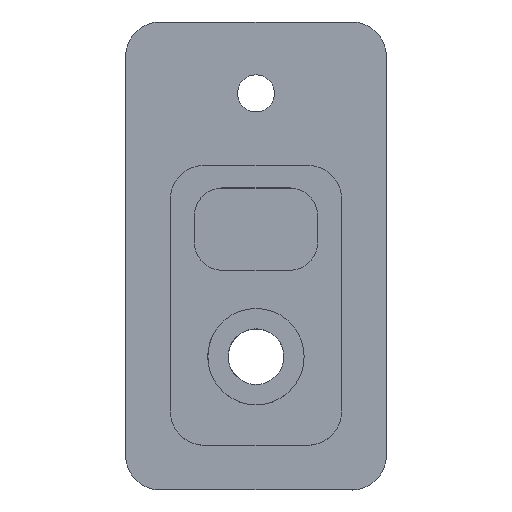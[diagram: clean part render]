
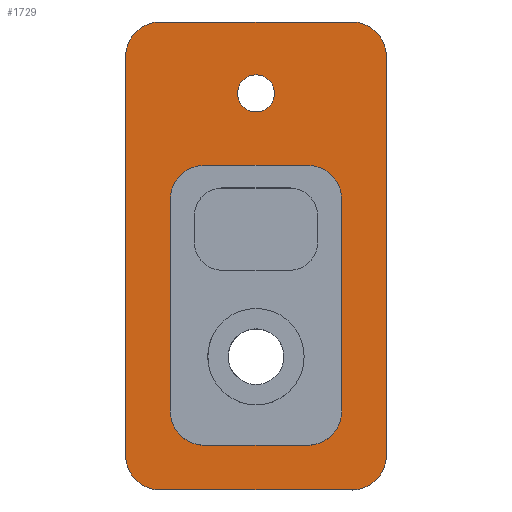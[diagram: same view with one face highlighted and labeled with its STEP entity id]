
A CAD part, top view. The second image highlights one B-rep face of the part: STEP entity #1729.
In plain terms, the highlighted planar face has unit normal (0, 0, 1).
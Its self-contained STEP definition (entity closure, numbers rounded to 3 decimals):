
#391=CARTESIAN_POINT('',(7.5,11.5,8.));
#392=DIRECTION('',(0.,0.,-1.));
#393=DIRECTION('',(1.,0.,0.));
#394=AXIS2_PLACEMENT_3D('',#391,#392,#393);
#413=CARTESIAN_POINT('',(7.5,42.3,8.));
#414=DIRECTION('',(0.,0.,-1.));
#415=DIRECTION('',(0.,1.,0.));
#416=AXIS2_PLACEMENT_3D('',#413,#414,#415);
#435=CARTESIAN_POINT('',(-7.5,42.3,8.));
#436=DIRECTION('',(0.,0.,-1.));
#437=DIRECTION('',(-1.,0.,0.));
#438=AXIS2_PLACEMENT_3D('',#435,#436,#437);
#457=CARTESIAN_POINT('',(-7.5,11.5,8.));
#458=DIRECTION('',(0.,0.,-1.));
#459=DIRECTION('',(0.,-1.,0.));
#460=AXIS2_PLACEMENT_3D('',#457,#458,#459);
#462=CARTESIAN_POINT('',(0.,57.8,8.));
#463=DIRECTION('',(0.,0.,-1.));
#464=DIRECTION('',(0.,-1.,0.));
#465=AXIS2_PLACEMENT_3D('',#462,#463,#464);
#467=CARTESIAN_POINT('',(0.,57.8,8.));
#468=DIRECTION('',(0.,0.,-1.));
#469=DIRECTION('',(0.,1.,0.));
#470=AXIS2_PLACEMENT_3D('',#467,#468,#469);
#472=CARTESIAN_POINT('',(14.,63.2,8.));
#473=DIRECTION('',(0.,0.,1.));
#474=DIRECTION('',(1.,0.,0.));
#475=AXIS2_PLACEMENT_3D('',#472,#473,#474);
#477=DIRECTION('',(0.,-1.,0.));
#478=VECTOR('',#477,58.2);
#479=CARTESIAN_POINT('',(19.,63.2,8.));
#480=LINE('',#479,#478);
#481=CARTESIAN_POINT('',(14.,5.,8.));
#482=DIRECTION('',(0.,0.,1.));
#483=DIRECTION('',(0.,-1.,0.));
#484=AXIS2_PLACEMENT_3D('',#481,#482,#483);
#486=DIRECTION('',(-1.,0.,0.));
#487=VECTOR('',#486,28.);
#488=CARTESIAN_POINT('',(14.,0.,8.));
#489=LINE('',#488,#487);
#490=CARTESIAN_POINT('',(-14.,5.,8.));
#491=DIRECTION('',(0.,0.,1.));
#492=DIRECTION('',(-1.,0.,0.));
#493=AXIS2_PLACEMENT_3D('',#490,#491,#492);
#495=DIRECTION('',(0.,1.,0.));
#496=VECTOR('',#495,58.2);
#497=CARTESIAN_POINT('',(-19.,5.,8.));
#498=LINE('',#497,#496);
#499=CARTESIAN_POINT('',(-14.,63.2,8.));
#500=DIRECTION('',(0.,0.,1.));
#501=DIRECTION('',(0.,1.,0.));
#502=AXIS2_PLACEMENT_3D('',#499,#500,#501);
#504=DIRECTION('',(1.,0.,0.));
#505=VECTOR('',#504,28.);
#506=CARTESIAN_POINT('',(-14.,68.2,8.));
#507=LINE('',#506,#505);
#508=DIRECTION('',(0.,1.,0.));
#509=VECTOR('',#508,30.8);
#510=CARTESIAN_POINT('',(12.5,11.5,8.));
#511=LINE('',#510,#509);
#512=DIRECTION('',(-1.,0.,0.));
#513=VECTOR('',#512,15.);
#514=CARTESIAN_POINT('',(7.5,47.3,8.));
#515=LINE('',#514,#513);
#516=DIRECTION('',(0.,-1.,0.));
#517=VECTOR('',#516,30.8);
#518=CARTESIAN_POINT('',(-12.5,42.3,8.));
#519=LINE('',#518,#517);
#520=DIRECTION('',(1.,0.,0.));
#521=VECTOR('',#520,15.);
#522=CARTESIAN_POINT('',(-7.5,6.5,8.));
#523=LINE('',#522,#521);
#892=CARTESIAN_POINT('',(0.,55.1,8.));
#893=CARTESIAN_POINT('',(0.,60.5,8.));
#894=VERTEX_POINT('',#892);
#895=VERTEX_POINT('',#893);
#896=CARTESIAN_POINT('',(19.,63.2,8.));
#897=CARTESIAN_POINT('',(14.,68.2,8.));
#898=VERTEX_POINT('',#896);
#899=VERTEX_POINT('',#897);
#900=CARTESIAN_POINT('',(-14.,68.2,8.));
#901=CARTESIAN_POINT('',(-19.,63.2,8.));
#902=VERTEX_POINT('',#900);
#903=VERTEX_POINT('',#901);
#904=CARTESIAN_POINT('',(14.,0.,8.));
#905=CARTESIAN_POINT('',(19.,5.,8.));
#906=VERTEX_POINT('',#904);
#907=VERTEX_POINT('',#905);
#908=CARTESIAN_POINT('',(-19.,5.,8.));
#909=CARTESIAN_POINT('',(-14.,0.,8.));
#910=VERTEX_POINT('',#908);
#911=VERTEX_POINT('',#909);
#912=CARTESIAN_POINT('',(-7.5,6.5,8.));
#913=CARTESIAN_POINT('',(7.5,6.5,8.));
#914=VERTEX_POINT('',#912);
#915=VERTEX_POINT('',#913);
#916=CARTESIAN_POINT('',(12.5,11.5,8.));
#917=CARTESIAN_POINT('',(12.5,42.3,8.));
#918=VERTEX_POINT('',#916);
#919=VERTEX_POINT('',#917);
#920=CARTESIAN_POINT('',(7.5,47.3,8.));
#921=CARTESIAN_POINT('',(-7.5,47.3,8.));
#922=VERTEX_POINT('',#920);
#923=VERTEX_POINT('',#921);
#924=CARTESIAN_POINT('',(-12.5,42.3,8.));
#925=CARTESIAN_POINT('',(-12.5,11.5,8.));
#926=VERTEX_POINT('',#924);
#927=VERTEX_POINT('',#925);
#1690=CARTESIAN_POINT('',(0.,0.,8.));
#1691=DIRECTION('',(0.,0.,-1.));
#1692=DIRECTION('',(0.,-1.,0.));
#1693=AXIS2_PLACEMENT_3D('',#1690,#1691,#1692);
#1694=PLANE('',#1693);
#1696=ORIENTED_EDGE('',*,*,#1695,.F.);
#1698=ORIENTED_EDGE('',*,*,#1697,.T.);
#1700=ORIENTED_EDGE('',*,*,#1699,.F.);
#1702=ORIENTED_EDGE('',*,*,#1701,.T.);
#1704=ORIENTED_EDGE('',*,*,#1703,.F.);
#1706=ORIENTED_EDGE('',*,*,#1705,.T.);
#1708=ORIENTED_EDGE('',*,*,#1707,.F.);
#1710=ORIENTED_EDGE('',*,*,#1709,.T.);
#1711=EDGE_LOOP('',(#1696,#1698,#1700,#1702,#1704,#1706,#1708,#1710));
#1712=FACE_OUTER_BOUND('',#1711,.F.);
#1714=ORIENTED_EDGE('',*,*,#1713,.F.);
#1716=ORIENTED_EDGE('',*,*,#1715,.F.);
#1717=EDGE_LOOP('',(#1714,#1716));
#1718=FACE_BOUND('',#1717,.F.);
#1719=ORIENTED_EDGE('',*,*,#1615,.T.);
#1720=ORIENTED_EDGE('',*,*,#1629,.F.);
#1721=ORIENTED_EDGE('',*,*,#1643,.T.);
#1722=ORIENTED_EDGE('',*,*,#1657,.F.);
#1723=ORIENTED_EDGE('',*,*,#1671,.T.);
#1724=ORIENTED_EDGE('',*,*,#1684,.F.);
#1725=ORIENTED_EDGE('',*,*,#1586,.T.);
#1726=ORIENTED_EDGE('',*,*,#1601,.F.);
#1727=EDGE_LOOP('',(#1719,#1720,#1721,#1722,#1723,#1724,#1725,#1726));
#1728=FACE_BOUND('',#1727,.F.);
#1729=ADVANCED_FACE('',(#1712,#1718,#1728),#1694,.F.);
#395=CIRCLE('',#394,5.);
#417=CIRCLE('',#416,5.);
#439=CIRCLE('',#438,5.);
#461=CIRCLE('',#460,5.);
#466=CIRCLE('',#465,2.7);
#471=CIRCLE('',#470,2.7);
#476=CIRCLE('',#475,5.);
#485=CIRCLE('',#484,5.);
#494=CIRCLE('',#493,5.);
#503=CIRCLE('',#502,5.);
#1586=EDGE_CURVE('',#914,#915,#523,.T.);
#1601=EDGE_CURVE('',#918,#915,#395,.T.);
#1615=EDGE_CURVE('',#918,#919,#511,.T.);
#1629=EDGE_CURVE('',#922,#919,#417,.T.);
#1643=EDGE_CURVE('',#922,#923,#515,.T.);
#1657=EDGE_CURVE('',#926,#923,#439,.T.);
#1671=EDGE_CURVE('',#926,#927,#519,.T.);
#1684=EDGE_CURVE('',#914,#927,#461,.T.);
#1695=EDGE_CURVE('',#898,#899,#476,.T.);
#1697=EDGE_CURVE('',#898,#907,#480,.T.);
#1699=EDGE_CURVE('',#906,#907,#485,.T.);
#1701=EDGE_CURVE('',#906,#911,#489,.T.);
#1703=EDGE_CURVE('',#910,#911,#494,.T.);
#1705=EDGE_CURVE('',#910,#903,#498,.T.);
#1707=EDGE_CURVE('',#902,#903,#503,.T.);
#1709=EDGE_CURVE('',#902,#899,#507,.T.);
#1713=EDGE_CURVE('',#894,#895,#466,.T.);
#1715=EDGE_CURVE('',#895,#894,#471,.T.);
